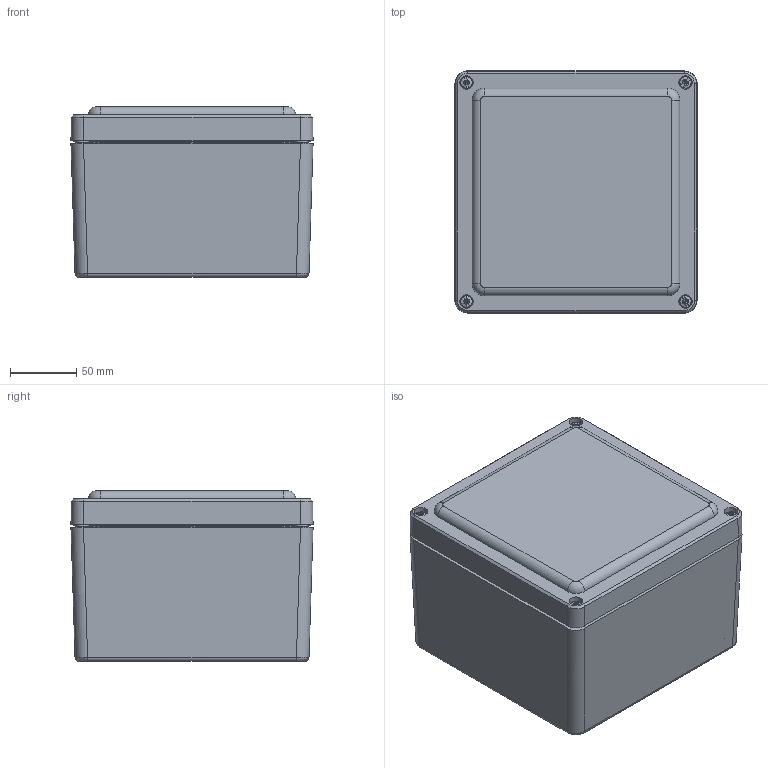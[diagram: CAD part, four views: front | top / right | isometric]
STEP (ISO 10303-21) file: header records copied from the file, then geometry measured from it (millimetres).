
FILE_DESCRIPTION (( 'STEP AP214' ), '1' );
FILE_NAME ('CE707W.STEP', '2018-11-08T21:14:50', ( '' ), ( '' ), 'SwSTEP 2.0', 'SolidWorks 2018', '' );
FILE_SCHEMA (( 'AUTOMOTIVE_DESIGN' ));
Length unit declared in the file: inch
Products named in the file (1): CE707W
Bounding box: 183.39 x 183.39 x 129.39 mm (x, y, z)
Volume: 816675.7 mm3; surface area: 354572.3 mm2
Topology: 23 solids, 23 shells, 1075 faces, 2676 edges, 1635 vertices
Faces by surface type: plane 423, cylinder 260, bspline 224, cone 156, torus 12
Full cylindrical faces by diameter (mm): 3.683 x4, 3.962 x4, 3.969 x4, 4.826 x4, 4.86 x4, 5.556 x4, 5.842 x4, 7.112 x4, 7.144 x16, 7.937 x3, 7.938 x1, 9.24 x4, 9.525 x4, 10.319 x4, 13.494 x8
Entity records: 61950 total; most frequent: CARTESIAN_POINT 24395, ORIENTED_EDGE 5024, DIRECTION 4320, EDGE_CURVE 2512, VERTEX_POINT 1610, AXIS2_PLACEMENT_3D 1540, EDGE_LOOP 1244, VECTOR 1240
